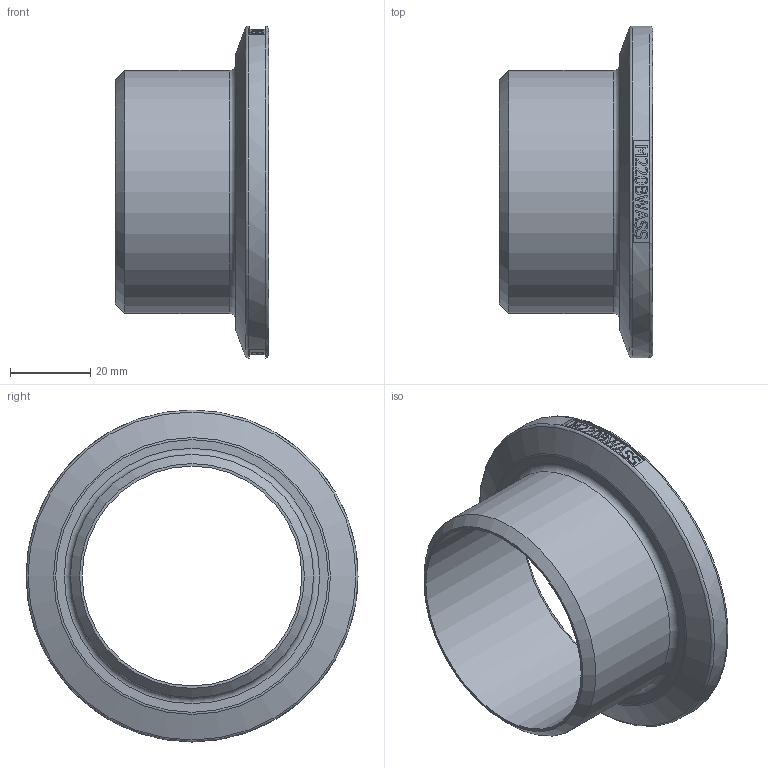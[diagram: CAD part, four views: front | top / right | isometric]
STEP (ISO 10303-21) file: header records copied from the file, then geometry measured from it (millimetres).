
FILE_DESCRIPTION(/* description */ ('2" BUTT WELD X 2" FP MNFLD FLG.'),/* implementation_level */ '2;1');
FILE_NAME(/* name */ 'M220BWASS.stp',/* time_stamp */ '2015-11-02T09:59:14-05:00',/* author */ ('mclevenger'),/* organization */ (''),/* preprocessor_version */ 'ST-DEVELOPER v16.1',/* originating_system */ 'Autodesk Inventor 2016',/* authorisation */ '');
FILE_SCHEMA (('AUTOMOTIVE_DESIGN { 1 0 10303 214 3 1 1 }'));
Length unit declared in the file: inch
Products named in the file (1): M220BWASS
Bounding box: 38.1 x 82.55 x 82.55 mm (x, y, z)
Volume: 34594.6 mm3; surface area: 19437.5 mm2
Topology: 1 solids, 1 shells, 261 faces, 693 edges, 458 vertices
Faces by surface type: plane 115, bspline 110, cylinder 28, torus 5, cone 3
Full cylindrical faces by diameter (mm): 54.61 x1, 60.452 x1, 66.548 x1, 82.55 x1
Entity records: 10062 total; most frequent: CARTESIAN_POINT 4174, ORIENTED_EDGE 1360, DIRECTION 937, EDGE_CURVE 680, VERTEX_POINT 457, AXIS2_PLACEMENT_3D 325, EDGE_LOOP 299, LINE 287
